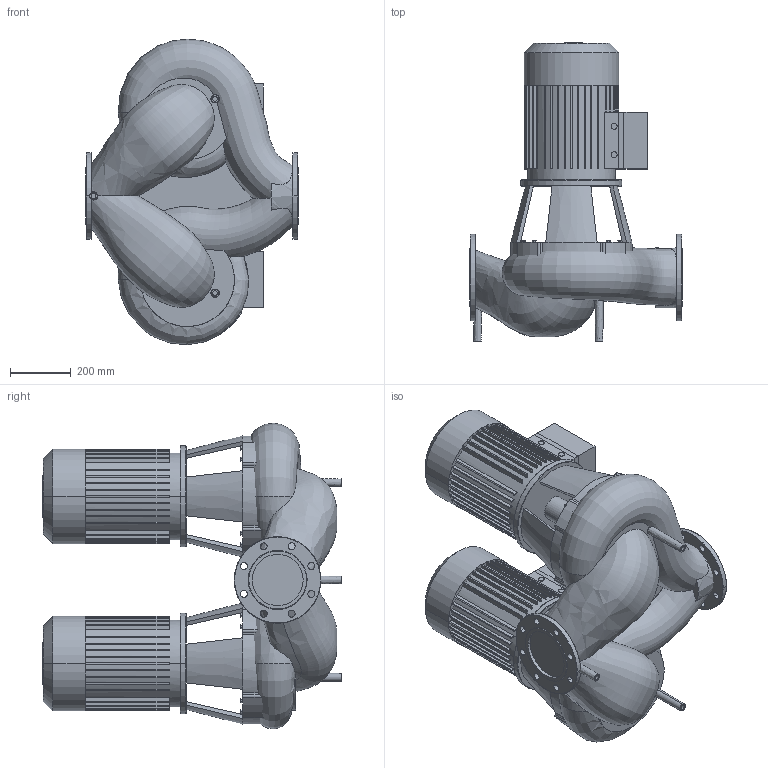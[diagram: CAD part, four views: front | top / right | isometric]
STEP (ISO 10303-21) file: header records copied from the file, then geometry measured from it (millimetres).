
FILE_DESCRIPTION((''),'2;1');
FILE_NAME('3d_DL150_220-11_4-2120993.stp','2016-05-24T12:47:46',(''),(''),'Mechanical Desktop 2009','Mechanical Desktop 2009',', , ');
FILE_SCHEMA(('CONFIG_CONTROL_DESIGN'));
Length unit declared in the file: millimetre
Products named in the file (1): Product
Bounding box: 700 x 983.5 x 1005.83 mm (x, y, z)
Volume: 184623057.5 mm3; surface area: 5435318.9 mm2
Topology: 17 solids, 17 shells, 763 faces, 2075 edges, 1376 vertices
Faces by surface type: bspline 315, plane 250, cylinder 180, cone 14, torus 4
Entity records: 45873 total; most frequent: CARTESIAN_POINT 27112, ORIENTED_EDGE 4146, DIRECTION 3468, EDGE_CURVE 2073, VERTEX_POINT 1375, VECTOR 1184, LINE 1184, AXIS2_PLACEMENT_3D 1142
